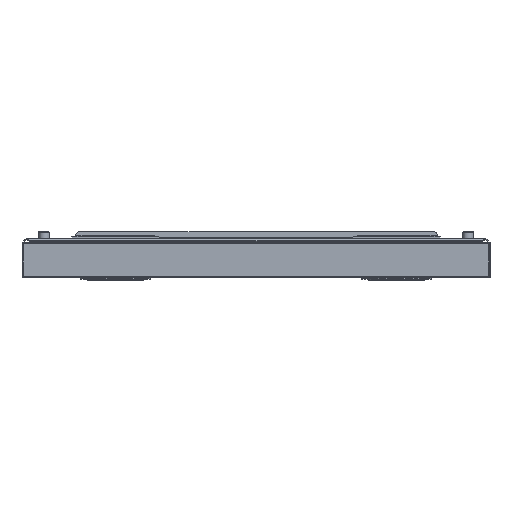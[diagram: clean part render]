
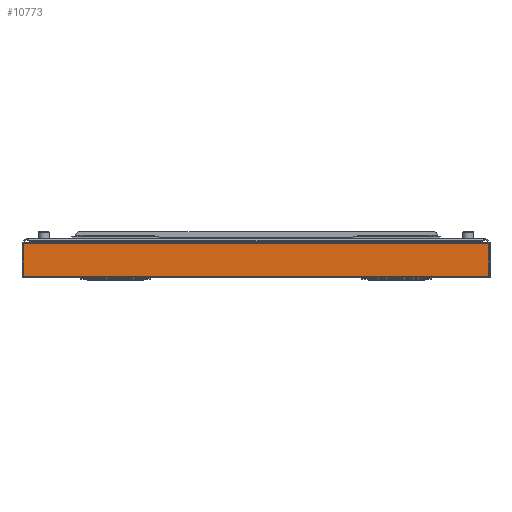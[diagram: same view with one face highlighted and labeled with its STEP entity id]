
A CAD part, front view. The second image highlights one B-rep face of the part: STEP entity #10773.
In plain terms, the highlighted face is planar.
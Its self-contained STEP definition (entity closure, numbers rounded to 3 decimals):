
#803=PLANE('',#12085);
#1372=FACE_OUTER_BOUND('',#2093,.T.);
#2093=EDGE_LOOP('',(#9999,#10000,#10001,#10002));
#3112=LINE('',#18346,#4171);
#3127=LINE('',#18378,#4186);
#3144=LINE('',#18411,#4203);
#3150=LINE('',#18422,#4209);
#4171=VECTOR('',#15016,10.);
#4186=VECTOR('',#15039,10.);
#4203=VECTOR('',#15068,10.);
#4209=VECTOR('',#15078,10.);
#5525=VERTEX_POINT('',#18335);
#5528=VERTEX_POINT('',#18343);
#5538=VERTEX_POINT('',#18367);
#5541=VERTEX_POINT('',#18375);
#7009=EDGE_CURVE('',#5525,#5528,#3112,.T.);
#7024=EDGE_CURVE('',#5538,#5541,#3127,.T.);
#7041=EDGE_CURVE('',#5541,#5525,#3144,.T.);
#7047=EDGE_CURVE('',#5528,#5538,#3150,.T.);
#9999=ORIENTED_EDGE('',*,*,#7047,.T.);
#10000=ORIENTED_EDGE('',*,*,#7024,.T.);
#10001=ORIENTED_EDGE('',*,*,#7041,.T.);
#10002=ORIENTED_EDGE('',*,*,#7009,.T.);
#10773=ADVANCED_FACE('',(#1372),#803,.T.);
#12085=AXIS2_PLACEMENT_3D('',#18421,#15076,#15077);
#15016=DIRECTION('',(-1.,0.,0.));
#15039=DIRECTION('',(1.,0.,0.));
#15068=DIRECTION('',(0.,0.,-1.));
#15076=DIRECTION('center_axis',(0.,1.,0.));
#15077=DIRECTION('ref_axis',(0.,0.,1.));
#15078=DIRECTION('',(0.,0.,1.));
#18335=CARTESIAN_POINT('',(399.5,2.,-30.));
#18343=CARTESIAN_POINT('',(-399.5,2.,-30.));
#18346=CARTESIAN_POINT('',(99.875,2.,-30.));
#18367=CARTESIAN_POINT('',(-399.5,2.,30.));
#18375=CARTESIAN_POINT('',(399.5,2.,30.));
#18378=CARTESIAN_POINT('',(99.875,2.,30.));
#18411=CARTESIAN_POINT('',(399.5,2.,-30.));
#18421=CARTESIAN_POINT('Origin',(199.75,2.,0.));
#18422=CARTESIAN_POINT('',(-399.5,2.,30.));
